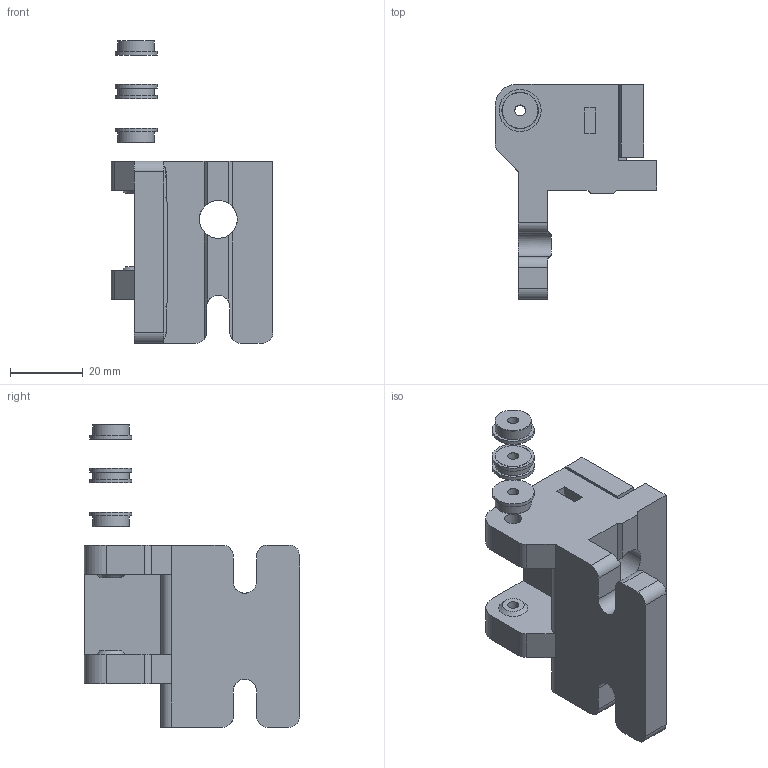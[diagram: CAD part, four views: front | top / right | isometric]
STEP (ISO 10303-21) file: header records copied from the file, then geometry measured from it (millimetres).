
FILE_DESCRIPTION(/* description */ (''),/* implementation_level */ '2;1');
FILE_NAME(/* name */ 'XY Idler Mount Left (veraltet) v5.step',/* time_stamp */ '2020-10-20T11:49:32+02:00',/* author */ (''),/* organization */ (''),/* preprocessor_version */ 'ST-DEVELOPER v18.1',/* originating_system */ 'Autodesk Translation Framework v9.3.0.1241',/* authorisation */ '');
FILE_SCHEMA (('AUTOMOTIVE_DESIGN { 1 0 10303 214 3 1 1 }'));
Length unit declared in the file: millimetre
Products named in the file (5): XY Idler Mount Left (veraltet); Komponente3(Spiegeln); XY Idler Mount Right; XY Idler Mount Left v2; F623ZZ
Assembly tree (7 placements, depth 4):
  XY Idler Mount Left (veraltet)
    Komponente3(Spiegeln)
      XY Idler Mount Right
        XY Idler Mount Left v2
        F623ZZ  x4
Bounding box: 44.38 x 59 x 83.02 mm (x, y, z)
Volume: 43386.5 mm3; surface area: 16172.8 mm2
Topology: 5 solids, 5 shells, 117 faces, 287 edges, 189 vertices
Faces by surface type: plane 70, cylinder 41, cone 6
Full cylindrical faces by diameter (mm): 3 x6, 3.5 x3, 4.7 x2, 5 x1, 10 x4, 10.4 x1, 11.5 x4
Entity records: 3171 total; most frequent: DIRECTION 562, CARTESIAN_POINT 530, ORIENTED_EDGE 508, EDGE_CURVE 254, AXIS2_PLACEMENT_3D 200, VERTEX_POINT 168, LINE 162, VECTOR 162
